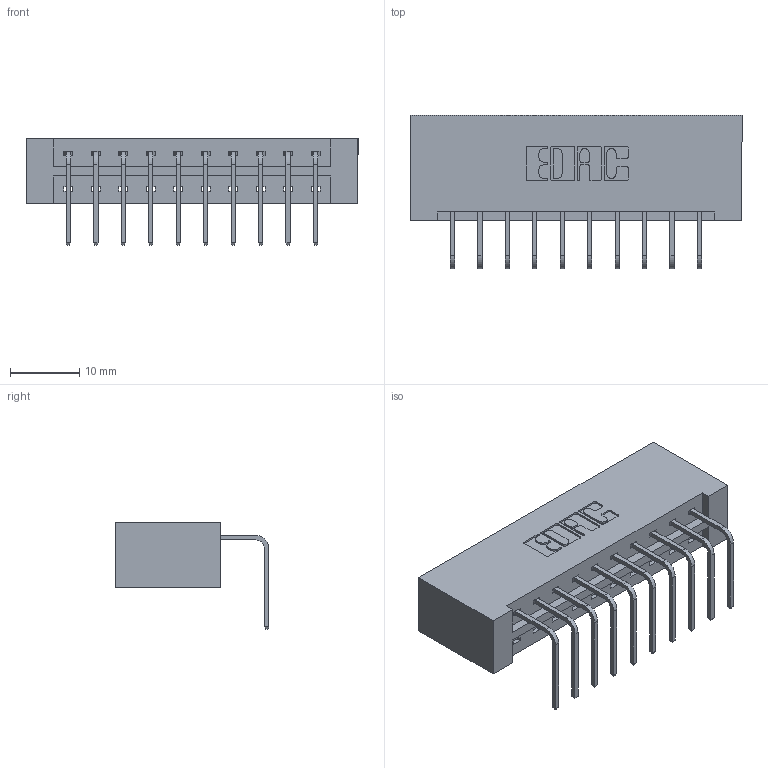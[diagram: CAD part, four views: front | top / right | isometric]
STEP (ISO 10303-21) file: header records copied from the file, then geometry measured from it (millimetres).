
FILE_DESCRIPTION (( 'STEP AP203' ), '1' );
FILE_NAME ('833-010-558-101.STEP', '2020-05-30T18:57:18', ( '' ), ( '' ), 'SwSTEP 2.0', 'SolidWorks 2020', '' );
FILE_SCHEMA (( 'CONFIG_CONTROL_DESIGN' ));
Length unit declared in the file: inch
Products named in the file (3): 833-010-558-101; 833 Part_Lugless; 345-292-001_558 Tail - 2
Assembly tree (11 placements, depth 2):
  833-010-558-101
    833 Part_Lugless
    345-292-001_558 Tail - 2  x10
Bounding box: 47.88 x 22.17 x 15.37 mm (x, y, z)
Volume: 5188.8 mm3; surface area: 5565.6 mm2
Topology: 11 solids, 11 shells, 706 faces, 2107 edges, 1390 vertices
Faces by surface type: plane 506, cylinder 200
Entity records: 10059 total; most frequent: CARTESIAN_POINT 1748, ORIENTED_EDGE 1694, DIRECTION 1531, EDGE_CURVE 847, LINE 727, VECTOR 727, VERTEX_POINT 562, AXIS2_PLACEMENT_3D 402
